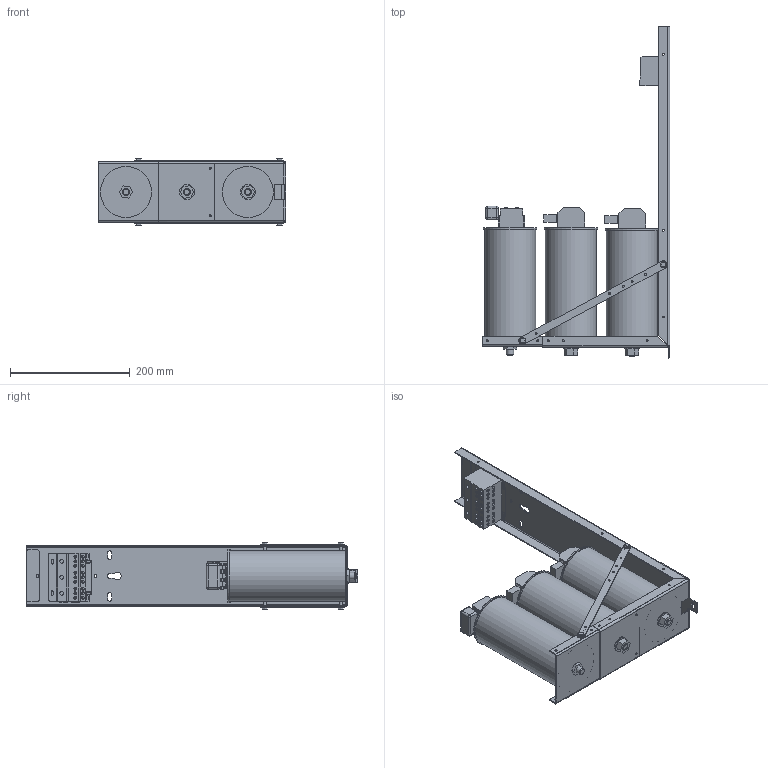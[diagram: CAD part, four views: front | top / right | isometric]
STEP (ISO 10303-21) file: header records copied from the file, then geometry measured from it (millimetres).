
FILE_DESCRIPTION(/* description */ (''),/* implementation_level */ '2;1');
FILE_NAME(/* name */ 'KPCUL028A64.stp',/* time_stamp */ '2020-03-10T15:31:37-05:00',/* author */ ('jnelson'),/* organization */ (''),/* preprocessor_version */ 'ST-DEVELOPER v17',/* originating_system */ 'Autodesk Inventor 2019',/* authorisation */ '');
FILE_SCHEMA (('AUTOMOTIVE_DESIGN { 1 0 10303 214 3 1 1 }'));
Length unit declared in the file: inch
Products named in the file (21): KPCUL028A64; 23837; 28065; 27934; 27937; 27945; 27607; 10KVAR; ASC TERM BLOCK; bleeder resistor; 27608-ASC NUT; 29230; 8KVAR; CAP NUT ; ASC Term Block Assembly; ASC TERM BLOCK-Better; ASC Term block screw; ASC TERM BLK INSERT; ASC bleeder resistor; 27791-A; 25441
Assembly tree (36 placements, depth 4):
  KPCUL028A64
    23837
    27791-A  x2
    28065
    27934
    27937
    27945
    27607  x2
      10KVAR
      ASC TERM BLOCK
      bleeder resistor
    27608-ASC NUT  x2
    29230
      8KVAR
      CAP NUT 
      ASC Term Block Assembly
        ASC TERM BLOCK-Better
        ASC Term block screw  x6
        ASC TERM BLK INSERT  x6
        ASC bleeder resistor
    25441  x4
Bounding box: 313.31 x 553.72 x 112.14 mm (x, y, z)
Volume: 3868300.9 mm3; surface area: 584463.2 mm2
Topology: 40 solids, 40 shells, 1545 faces, 4155 edges, 2749 vertices
Faces by surface type: plane 782, cylinder 586, bspline 108, cone 57, sphere 8, torus 4
Full cylindrical faces by diameter (mm): 2.54 x9, 2.545 x132, 3 x126, 3.251 x18, 3.429 x2, 3.556 x14, 4.572 x36, 4.597 x4, 4.699 x12, 4.801 x4, 5.08 x18, 5.22 x1, 5.5 x6, 6.35 x16, 6.516 x1, 6.604 x3, 8.484 x1, 11.176 x3, 11.989 x5, 14.224 x4, 25.375 x2, 85.09 x6, 89.154 x3
Entity records: 35673 total; most frequent: CARTESIAN_POINT 13482, ORIENTED_EDGE 4604, DIRECTION 3995, EDGE_CURVE 2302, VERTEX_POINT 1533, LINE 1375, VECTOR 1375, AXIS2_PLACEMENT_3D 1310
